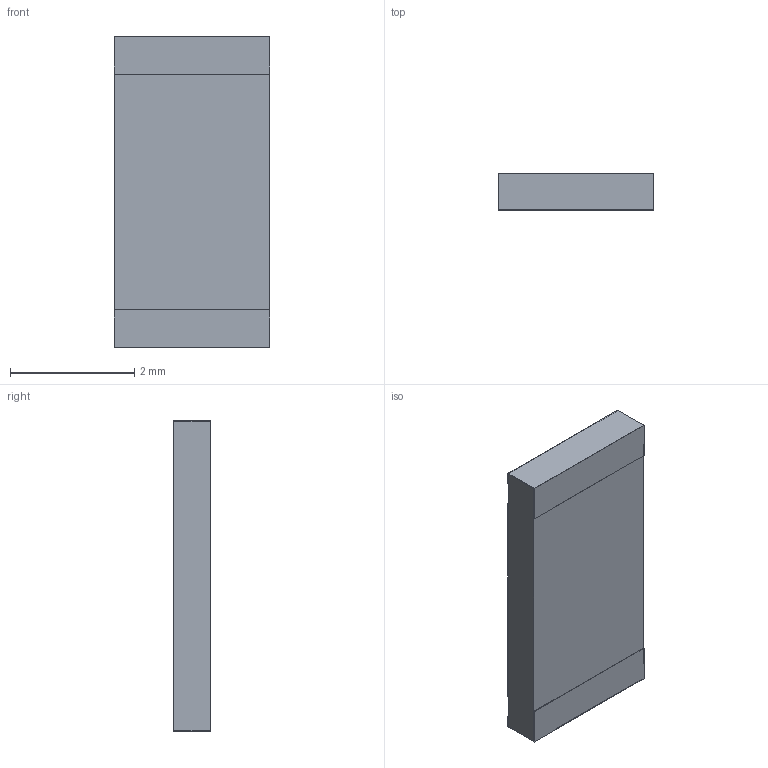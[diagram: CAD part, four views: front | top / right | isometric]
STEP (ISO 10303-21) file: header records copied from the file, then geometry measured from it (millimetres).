
FILE_DESCRIPTION (( 'STEP AP214' ), '1' );
FILE_NAME ('R2010.STEP', '2019-05-10T07:10:31', ( '' ), ( '' ), 'SwSTEP 2.0', 'SolidWorks 2018', '' );
FILE_SCHEMA (( 'AUTOMOTIVE_DESIGN' ));
Length unit declared in the file: millimetre
Products named in the file (2): R2010; R2010_2010
Assembly tree (1 placements, depth 2):
  R2010
    R2010_2010
Bounding box: 2.5 x 0.6 x 5 mm (x, y, z)
Volume: 7.4 mm3; surface area: 70.3 mm2
Topology: 4 solids, 4 shells, 107 faces, 273 edges, 182 vertices
Faces by surface type: plane 68, bspline 39
Entity records: 5907 total; most frequent: CARTESIAN_POINT 3013, ORIENTED_EDGE 546, DIRECTION 339, EDGE_CURVE 273, VECTOR 195, LINE 195, VERTEX_POINT 182, EDGE_LOOP 115
